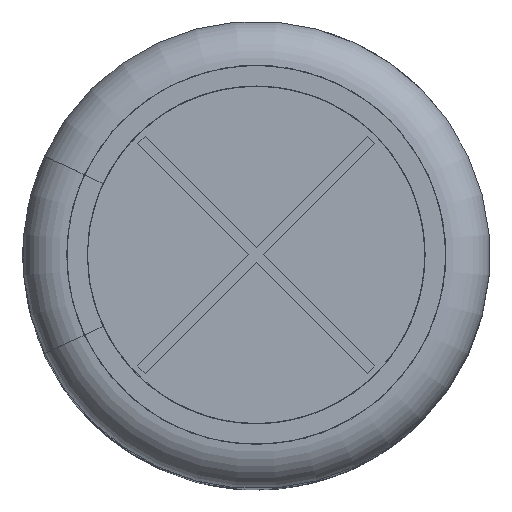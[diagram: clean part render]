
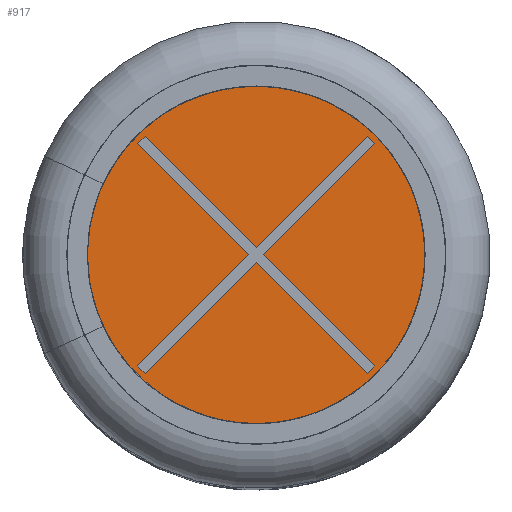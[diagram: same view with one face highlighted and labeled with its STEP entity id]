
A CAD part, top view. The second image highlights one B-rep face of the part: STEP entity #917.
In plain terms, the highlighted planar face has unit normal (0, 0, 1).
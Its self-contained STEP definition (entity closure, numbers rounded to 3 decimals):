
#917 = ADVANCED_FACE( '', ( #2230, #2231 ), #2232, .T. );
#2230 = FACE_OUTER_BOUND( '', #5688, .T. );
#2231 = FACE_BOUND( '', #5689, .T. );
#2232 = PLANE( '', #5690 );
#5688 = EDGE_LOOP( '', ( #12201 ) );
#5689 = EDGE_LOOP( '', ( #12202, #12203, #12204, #12205, #12206, #12207, #12208, #12209, #12210, #12211, #12212, #12213 ) );
#5690 = AXIS2_PLACEMENT_3D( '', #12214, #12215, #12216 );
#12201 = ORIENTED_EDGE( '', *, *, #15211, .F. );
#12202 = ORIENTED_EDGE( '', *, *, #15623, .T. );
#12203 = ORIENTED_EDGE( '', *, *, #15052, .T. );
#12204 = ORIENTED_EDGE( '', *, *, #15732, .T. );
#12205 = ORIENTED_EDGE( '', *, *, #15733, .T. );
#12206 = ORIENTED_EDGE( '', *, *, #15734, .T. );
#12207 = ORIENTED_EDGE( '', *, *, #15121, .T. );
#12208 = ORIENTED_EDGE( '', *, *, #15096, .T. );
#12209 = ORIENTED_EDGE( '', *, *, #15735, .T. );
#12210 = ORIENTED_EDGE( '', *, *, #15736, .T. );
#12211 = ORIENTED_EDGE( '', *, *, #15737, .T. );
#12212 = ORIENTED_EDGE( '', *, *, #15738, .T. );
#12213 = ORIENTED_EDGE( '', *, *, #14783, .T. );
#12214 = CARTESIAN_POINT( '', ( -4.054, 0., 19.78 ) );
#12215 = DIRECTION( '', ( 0., 0., 1. ) );
#12216 = DIRECTION( '', ( 1., 0., 0. ) );
#14783 = EDGE_CURVE( '', #16627, #16628, #16629, .T. );
#15052 = EDGE_CURVE( '', #17085, #17086, #17087, .T. );
#15096 = EDGE_CURVE( '', #17162, #17163, #17164, .T. );
#15121 = EDGE_CURVE( '', #17201, #17162, #17202, .T. );
#15211 = EDGE_CURVE( '', #17353, #17353, #17354, .T. );
#15623 = EDGE_CURVE( '', #16628, #17085, #18043, .T. );
#15732 = EDGE_CURVE( '', #17086, #18197, #18198, .T. );
#15733 = EDGE_CURVE( '', #18197, #18199, #18200, .T. );
#15734 = EDGE_CURVE( '', #18199, #17201, #18201, .T. );
#15735 = EDGE_CURVE( '', #17163, #18202, #18203, .T. );
#15736 = EDGE_CURVE( '', #18202, #18204, #18205, .T. );
#15737 = EDGE_CURVE( '', #18204, #18206, #18207, .T. );
#15738 = EDGE_CURVE( '', #18206, #16627, #18208, .T. );
#16627 = VERTEX_POINT( '', #19479 );
#16628 = VERTEX_POINT( '', #19480 );
#16629 = LINE( '', #19481, #19482 );
#17085 = VERTEX_POINT( '', #20474 );
#17086 = VERTEX_POINT( '', #20475 );
#17087 = LINE( '', #20476, #20477 );
#17162 = VERTEX_POINT( '', #20706 );
#17163 = VERTEX_POINT( '', #20707 );
#17164 = LINE( '', #20708, #20709 );
#17201 = VERTEX_POINT( '', #20812 );
#17202 = LINE( '', #20813, #20814 );
#17353 = VERTEX_POINT( '', #21097 );
#17354 = CIRCLE( '', #21098, 4.054 );
#18043 = LINE( '', #22836, #22837 );
#18197 = VERTEX_POINT( '', #23164 );
#18198 = LINE( '', #23165, #23166 );
#18199 = VERTEX_POINT( '', #23167 );
#18200 = LINE( '', #23168, #23169 );
#18201 = LINE( '', #23170, #23171 );
#18202 = VERTEX_POINT( '', #23172 );
#18203 = LINE( '', #23173, #23174 );
#18204 = VERTEX_POINT( '', #23175 );
#18205 = LINE( '', #23176, #23177 );
#18206 = VERTEX_POINT( '', #23178 );
#18207 = LINE( '', #23179, #23180 );
#18208 = LINE( '', #23181, #23182 );
#19479 = CARTESIAN_POINT( '', ( -0.157, 0., 19.78 ) );
#19480 = CARTESIAN_POINT( '', ( -2.533, 2.375, 19.78 ) );
#19481 = CARTESIAN_POINT( '', ( -0.157, 0., 19.78 ) );
#19482 = VECTOR( '', #25373, 1000. );
#20474 = CARTESIAN_POINT( '', ( -2.375, 2.533, 19.78 ) );
#20475 = CARTESIAN_POINT( '', ( 0., 0.157, 19.78 ) );
#20476 = CARTESIAN_POINT( '', ( 0., 0.157, 19.78 ) );
#20477 = VECTOR( '', #25646, 1000. );
#20706 = CARTESIAN_POINT( '', ( 2.533, -2.375, 19.78 ) );
#20707 = CARTESIAN_POINT( '', ( 2.375, -2.533, 19.78 ) );
#20708 = CARTESIAN_POINT( '', ( 2.533, -2.375, 19.78 ) );
#20709 = VECTOR( '', #25684, 1000. );
#20812 = CARTESIAN_POINT( '', ( 0.157, 0., 19.78 ) );
#20813 = CARTESIAN_POINT( '', ( 0.157, 0., 19.78 ) );
#20814 = VECTOR( '', #25705, 1000. );
#21097 = CARTESIAN_POINT( '', ( -4.054, 0., 19.78 ) );
#21098 = AXIS2_PLACEMENT_3D( '', #25798, #25799, #25800 );
#22836 = CARTESIAN_POINT( '', ( -2.375, 2.533, 19.78 ) );
#22837 = VECTOR( '', #26270, 1000. );
#23164 = CARTESIAN_POINT( '', ( 2.375, 2.533, 19.78 ) );
#23165 = CARTESIAN_POINT( '', ( 0., 0.157, 19.78 ) );
#23166 = VECTOR( '', #26358, 1000. );
#23167 = CARTESIAN_POINT( '', ( 2.533, 2.375, 19.78 ) );
#23168 = CARTESIAN_POINT( '', ( 2.533, 2.375, 19.78 ) );
#23169 = VECTOR( '', #26359, 1000. );
#23170 = CARTESIAN_POINT( '', ( 0.157, 0., 19.78 ) );
#23171 = VECTOR( '', #26360, 1000. );
#23172 = CARTESIAN_POINT( '', ( 0., -0.157, 19.78 ) );
#23173 = CARTESIAN_POINT( '', ( 0., -0.157, 19.78 ) );
#23174 = VECTOR( '', #26361, 1000. );
#23175 = CARTESIAN_POINT( '', ( -2.375, -2.533, 19.78 ) );
#23176 = CARTESIAN_POINT( '', ( 0., -0.157, 19.78 ) );
#23177 = VECTOR( '', #26362, 1000. );
#23178 = CARTESIAN_POINT( '', ( -2.533, -2.375, 19.78 ) );
#23179 = CARTESIAN_POINT( '', ( -2.375, -2.533, 19.78 ) );
#23180 = VECTOR( '', #26363, 1000. );
#23181 = CARTESIAN_POINT( '', ( -0.157, 0., 19.78 ) );
#23182 = VECTOR( '', #26364, 1000. );
#25373 = DIRECTION( '', ( -0.707, 0.707, 0. ) );
#25646 = DIRECTION( '', ( 0.707, -0.707, 0. ) );
#25684 = DIRECTION( '', ( -0.707, -0.707, 0. ) );
#25705 = DIRECTION( '', ( 0.707, -0.707, 0. ) );
#25798 = CARTESIAN_POINT( '', ( 0., 0., 19.78 ) );
#25799 = DIRECTION( '', ( 0., 0., -1. ) );
#25800 = DIRECTION( '', ( -1., 0., 0. ) );
#26270 = DIRECTION( '', ( 0.707, 0.707, 0. ) );
#26358 = DIRECTION( '', ( 0.707, 0.707, 0. ) );
#26359 = DIRECTION( '', ( 0.707, -0.707, 0. ) );
#26360 = DIRECTION( '', ( -0.707, -0.707, 0. ) );
#26361 = DIRECTION( '', ( -0.707, 0.707, 0. ) );
#26362 = DIRECTION( '', ( -0.707, -0.707, 0. ) );
#26363 = DIRECTION( '', ( -0.707, 0.707, 0. ) );
#26364 = DIRECTION( '', ( 0.707, 0.707, 0. ) );
